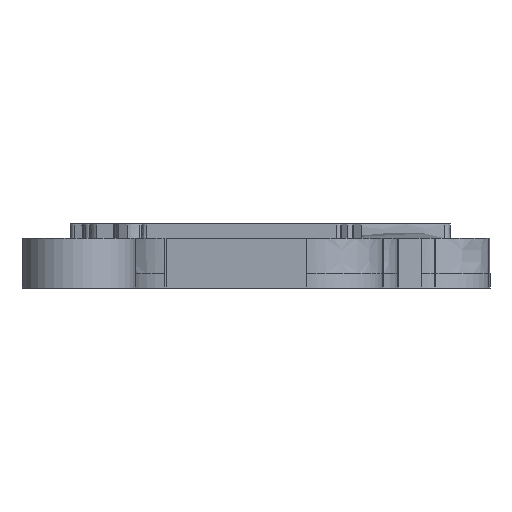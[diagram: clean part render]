
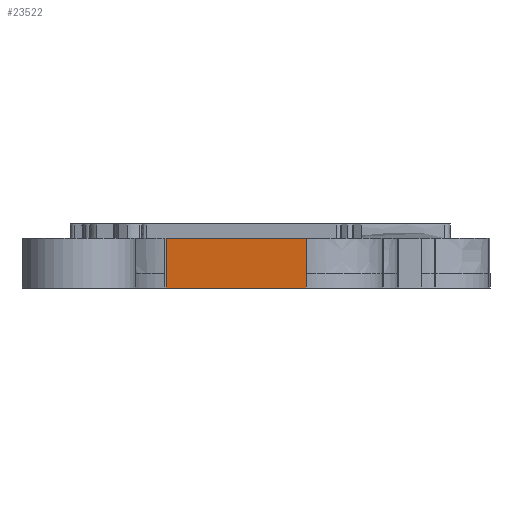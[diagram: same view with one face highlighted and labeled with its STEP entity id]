
A CAD part, left-side view. The second image highlights one B-rep face of the part: STEP entity #23522.
In plain terms, the highlighted planar face has unit normal (-0.994, 0.112, 0).
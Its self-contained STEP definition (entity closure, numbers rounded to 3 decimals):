
#2422=FACE_OUTER_BOUND('',#3688,.T.);
#3688=EDGE_LOOP('',(#21589,#21590,#21591,#21592,#21593));
#5505=LINE('',#35199,#7770);
#5761=LINE('',#37436,#8026);
#5947=LINE('',#39471,#8212);
#6695=LINE('',#47078,#8960);
#6696=LINE('',#47080,#8961);
#7770=VECTOR('',#25586,6.75);
#8026=VECTOR('',#25848,6.75);
#8212=VECTOR('',#26060,10.);
#8960=VECTOR('',#27426,10.);
#8961=VECTOR('',#27429,10.);
#10246=VERTEX_POINT('',#35196);
#10247=VERTEX_POINT('',#35198);
#10797=VERTEX_POINT('',#37430);
#10798=VERTEX_POINT('',#37435);
#11007=VERTEX_POINT('',#39466);
#12866=EDGE_CURVE('',#10246,#10247,#5505,.T.);
#13470=EDGE_CURVE('',#10797,#10798,#5761,.T.);
#13814=EDGE_CURVE('',#11007,#10797,#5947,.T.);
#14719=EDGE_CURVE('',#11007,#10247,#6695,.T.);
#14720=EDGE_CURVE('',#10246,#10798,#6696,.T.);
#21589=ORIENTED_EDGE('',*,*,#14719,.T.);
#21590=ORIENTED_EDGE('',*,*,#12866,.F.);
#21591=ORIENTED_EDGE('',*,*,#14720,.T.);
#21592=ORIENTED_EDGE('',*,*,#13470,.F.);
#21593=ORIENTED_EDGE('',*,*,#13814,.F.);
#22321=PLANE('',#24111);
#23522=ADVANCED_FACE('',(#2422),#22321,.T.);
#24111=AXIS2_PLACEMENT_3D('',#47079,#27427,#27428);
#25586=DIRECTION('',(-0.112,-0.994,0.));
#25848=DIRECTION('',(0.112,0.994,0.));
#26060=DIRECTION('',(0.,0.,-1.));
#27426=DIRECTION('',(0.,0.,1.));
#27427=DIRECTION('center_axis',(-0.994,0.112,0.));
#27428=DIRECTION('ref_axis',(0.,0.,1.));
#27429=DIRECTION('',(0.,0.,-1.));
#35196=CARTESIAN_POINT('',(117.799,-93.138,2.5));
#35198=CARTESIAN_POINT('',(116.691,-102.989,2.5));
#35199=CARTESIAN_POINT('',(116.691,-102.989,2.5));
#37430=CARTESIAN_POINT('',(116.691,-102.989,-1.));
#37435=CARTESIAN_POINT('',(117.799,-93.138,-1.));
#37436=CARTESIAN_POINT('',(116.691,-102.989,-1.));
#39466=CARTESIAN_POINT('',(116.691,-102.989,0.));
#39471=CARTESIAN_POINT('',(116.691,-102.989,0.));
#47078=CARTESIAN_POINT('',(116.691,-102.989,0.));
#47079=CARTESIAN_POINT('Origin',(117.799,-93.138,0.));
#47080=CARTESIAN_POINT('',(117.799,-93.138,0.));
